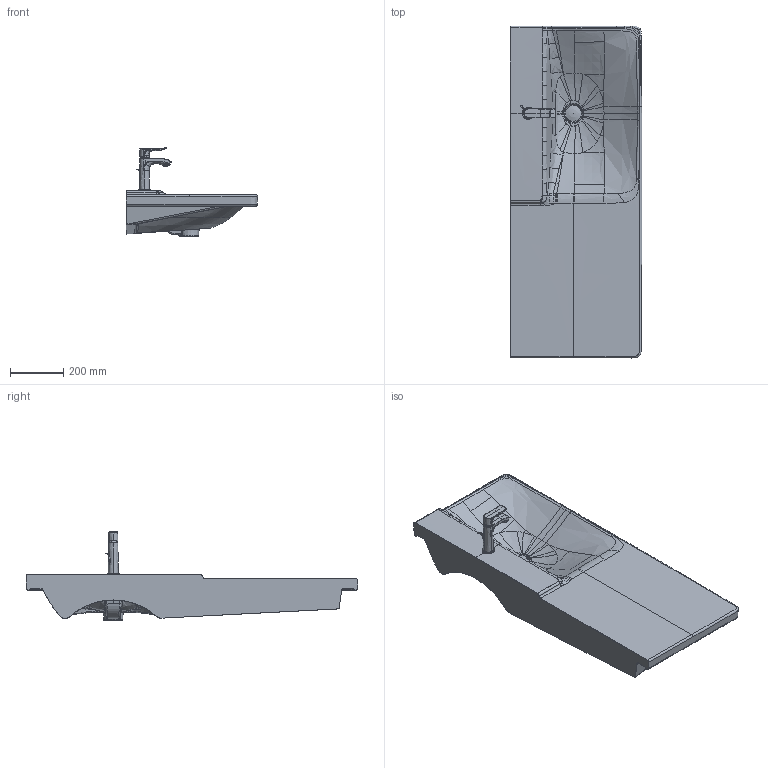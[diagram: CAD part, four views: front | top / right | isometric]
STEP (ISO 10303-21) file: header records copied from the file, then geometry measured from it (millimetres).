
FILE_DESCRIPTION((''),'2;1');
FILE_NAME('233412.stp','2015-10-02T16:13:26',('Administrator'),(''),'Autodesk Inventor 2011','Autodesk Inventor 2011','');
FILE_SCHEMA(('CONFIG_CONTROL_DESIGN'));
Length unit declared in the file: millimetre
Products named in the file (14): 233412; WT-Armatur HANSGROHE METRIS; Gehäuse; Rosette Citerio; Griff_HWB_Metris; Griffstopfen; Zugstange Griff; Rosette Talis; Neoperl Strahler; Strahlreglerhuelse; Strahler; Kelch; Stopfen
Assembly tree (13 placements, depth 4):
  233412
    233412
    WT-Armatur HANSGROHE METRIS
      Gehäuse
      Rosette Citerio
      Griff_HWB_Metris
      Griffstopfen
      Zugstange Griff
      Rosette Talis
      Neoperl Strahler
        Strahlreglerhuelse
        Strahler
    Kelch
    Stopfen
Bounding box: 494.9 x 1250.07 x 334.47 mm (x, y, z)
Volume: 23466105.9 mm3; surface area: 1844869.4 mm2
Topology: 11 solids, 11 shells, 1576 faces, 4427 edges, 2868 vertices
Faces by surface type: bspline 634, plane 505, cylinder 340, torus 46, cone 46, sphere 5
Full cylindrical faces by diameter (mm): 4 x1, 5 x1, 5.2 x1, 5.325 x1, 5.4 x1, 8.875 x1, 12.35 x1, 15.75 x1, 16 x1, 17.5 x1, 17.7 x1, 19.97 x1, 20.1 x1, 20.88 x1, 21 x1, 22.5 x2, 24 x2, 25 x2, 31.3 x1, 35 x1, 42 x1, 44 x1, 46 x1, 46.3 x1, 60 x1
Entity records: 145540 total; most frequent: CARTESIAN_POINT 107713, ORIENTED_EDGE 8694, DIRECTION 5746, EDGE_CURVE 4347, VERTEX_POINT 2848, AXIS2_PLACEMENT_3D 2251, B_SPLINE_CURVE_WITH_KNOTS 1763, EDGE_LOOP 1654
